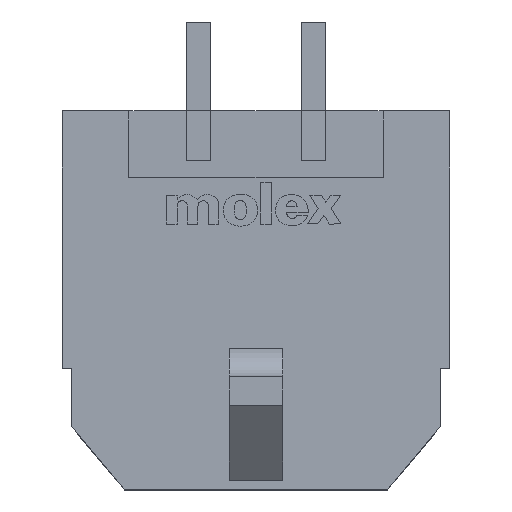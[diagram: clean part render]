
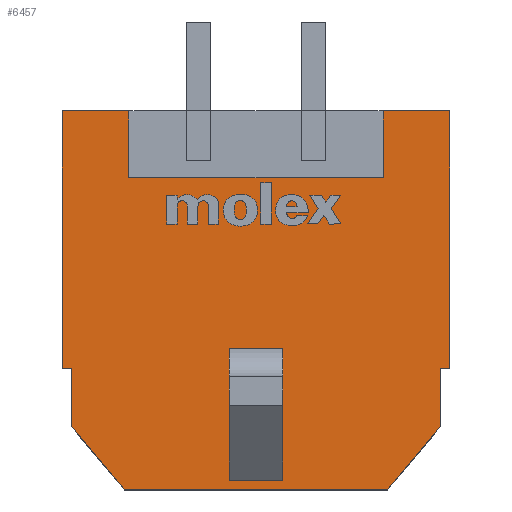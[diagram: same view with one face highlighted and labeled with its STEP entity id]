
A CAD part, top view. The second image highlights one B-rep face of the part: STEP entity #6457.
In plain terms, the highlighted face is planar.
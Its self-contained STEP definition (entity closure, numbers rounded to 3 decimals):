
#212=FACE_BOUND('',#694,.T.);
#327=FACE_OUTER_BOUND('',#693,.T.);
#693=EDGE_LOOP('',(#4675,#4676,#4677,#4678,#4679,#4680,#4681,#4682,#4683,
#4684,#4685,#4686,#4687,#4688));
#694=EDGE_LOOP('',(#4689,#4690,#4691,#4692));
#1019=LINE('',#8863,#1833);
#1030=LINE('',#8885,#1844);
#1057=LINE('',#8941,#1871);
#1069=LINE('',#8965,#1883);
#1165=LINE('',#9153,#1979);
#1276=LINE('',#9398,#2090);
#1284=LINE('',#9413,#2098);
#1294=LINE('',#9430,#2108);
#1297=LINE('',#9437,#2111);
#1298=LINE('',#9439,#2112);
#1299=LINE('',#9441,#2113);
#1300=LINE('',#9442,#2114);
#1301=LINE('',#9444,#2115);
#1302=LINE('',#9445,#2116);
#1303=LINE('',#9448,#2117);
#1304=LINE('',#9450,#2118);
#1305=LINE('',#9452,#2119);
#1306=LINE('',#9453,#2120);
#1833=VECTOR('',#7247,1.52);
#1844=VECTOR('',#7264,0.25);
#1871=VECTOR('',#7307,0.25);
#1883=VECTOR('',#7325,1.52);
#1979=VECTOR('',#7471,6.74);
#2090=VECTOR('',#7648,1.75);
#2098=VECTOR('',#7662,1.75);
#2108=VECTOR('',#7676,6.74);
#2111=VECTOR('',#7685,1.75);
#2112=VECTOR('',#7686,2.154);
#2113=VECTOR('',#7687,6.881);
#2114=VECTOR('',#7688,2.154);
#2115=VECTOR('',#7689,1.75);
#2116=VECTOR('',#7690,6.65);
#2117=VECTOR('',#7691,3.16);
#2118=VECTOR('',#7692,1.4);
#2119=VECTOR('',#7693,3.16);
#2120=VECTOR('',#7694,10.);
#2645=VERTEX_POINT('',#8860);
#2646=VERTEX_POINT('',#8862);
#2654=VERTEX_POINT('',#8884);
#2674=VERTEX_POINT('',#8938);
#2675=VERTEX_POINT('',#8940);
#2684=VERTEX_POINT('',#8964);
#2751=VERTEX_POINT('',#9152);
#2842=VERTEX_POINT('',#9395);
#2843=VERTEX_POINT('',#9397);
#2847=VERTEX_POINT('',#9412);
#2853=VERTEX_POINT('',#9436);
#2854=VERTEX_POINT('',#9438);
#2855=VERTEX_POINT('',#9440);
#2856=VERTEX_POINT('',#9443);
#2857=VERTEX_POINT('',#9446);
#2858=VERTEX_POINT('',#9447);
#2859=VERTEX_POINT('',#9449);
#2860=VERTEX_POINT('',#9451);
#3262=EDGE_CURVE('',#2646,#2645,#1019,.T.);
#3273=EDGE_CURVE('',#2654,#2646,#1030,.T.);
#3300=EDGE_CURVE('',#2675,#2674,#1057,.T.);
#3312=EDGE_CURVE('',#2675,#2684,#1069,.T.);
#3408=EDGE_CURVE('',#2751,#2654,#1165,.T.);
#3532=EDGE_CURVE('',#2843,#2842,#1276,.T.);
#3540=EDGE_CURVE('',#2847,#2751,#1284,.T.);
#3550=EDGE_CURVE('',#2674,#2843,#1294,.T.);
#3553=EDGE_CURVE('',#2847,#2853,#1297,.T.);
#3554=EDGE_CURVE('',#2854,#2645,#1298,.T.);
#3555=EDGE_CURVE('',#2854,#2855,#1299,.T.);
#3556=EDGE_CURVE('',#2684,#2855,#1300,.T.);
#3557=EDGE_CURVE('',#2842,#2856,#1301,.T.);
#3558=EDGE_CURVE('',#2853,#2856,#1302,.T.);
#3559=EDGE_CURVE('',#2857,#2858,#1303,.T.);
#3560=EDGE_CURVE('',#2858,#2859,#1304,.T.);
#3561=EDGE_CURVE('',#2860,#2859,#1305,.T.);
#3562=EDGE_CURVE('',#2857,#2860,#1306,.F.);
#4675=ORIENTED_EDGE('',*,*,#3553,.F.);
#4676=ORIENTED_EDGE('',*,*,#3540,.T.);
#4677=ORIENTED_EDGE('',*,*,#3408,.T.);
#4678=ORIENTED_EDGE('',*,*,#3273,.T.);
#4679=ORIENTED_EDGE('',*,*,#3262,.T.);
#4680=ORIENTED_EDGE('',*,*,#3554,.F.);
#4681=ORIENTED_EDGE('',*,*,#3555,.T.);
#4682=ORIENTED_EDGE('',*,*,#3556,.F.);
#4683=ORIENTED_EDGE('',*,*,#3312,.F.);
#4684=ORIENTED_EDGE('',*,*,#3300,.T.);
#4685=ORIENTED_EDGE('',*,*,#3550,.T.);
#4686=ORIENTED_EDGE('',*,*,#3532,.T.);
#4687=ORIENTED_EDGE('',*,*,#3557,.T.);
#4688=ORIENTED_EDGE('',*,*,#3558,.F.);
#4689=ORIENTED_EDGE('',*,*,#3559,.T.);
#4690=ORIENTED_EDGE('',*,*,#3560,.T.);
#4691=ORIENTED_EDGE('',*,*,#3561,.F.);
#4692=ORIENTED_EDGE('',*,*,#3562,.F.);
#6152=PLANE('',#6900);
#6457=ADVANCED_FACE('',(#327,#212),#6152,.T.);
#6900=AXIS2_PLACEMENT_3D('',#9435,#7683,#7684);
#7247=DIRECTION('',(0.,0.,1.));
#7264=DIRECTION('',(1.,0.,0.));
#7307=DIRECTION('',(1.,0.,0.));
#7325=DIRECTION('',(0.,0.,1.));
#7471=DIRECTION('',(0.,0.,1.));
#7648=DIRECTION('',(-1.,0.,0.));
#7662=DIRECTION('',(-1.,0.,0.));
#7676=DIRECTION('',(0.,0.,-1.));
#7683=DIRECTION('center_axis',(0.,1.,0.));
#7684=DIRECTION('ref_axis',(0.,0.,1.));
#7685=DIRECTION('',(0.,0.,1.));
#7686=DIRECTION('',(-0.643,0.,-0.766));
#7687=DIRECTION('',(1.,0.,0.));
#7688=DIRECTION('',(-0.643,0.,0.766));
#7689=DIRECTION('',(0.,0.,1.));
#7690=DIRECTION('',(1.,0.,0.));
#7691=DIRECTION('',(0.,0.,-1.));
#7692=DIRECTION('',(1.,0.,0.));
#7693=DIRECTION('',(0.,0.,-1.));
#7694=DIRECTION('',(-1.,0.,0.));
#8860=CARTESIAN_POINT('',(-4.825,3.68,3.305));
#8862=CARTESIAN_POINT('',(-4.825,3.68,1.785));
#8863=CARTESIAN_POINT('',(-4.825,3.68,1.785));
#8884=CARTESIAN_POINT('',(-5.075,3.68,1.785));
#8885=CARTESIAN_POINT('',(-5.075,3.68,1.785));
#8938=CARTESIAN_POINT('',(5.075,3.68,1.785));
#8940=CARTESIAN_POINT('',(4.825,3.68,1.785));
#8941=CARTESIAN_POINT('',(4.825,3.68,1.785));
#8964=CARTESIAN_POINT('',(4.825,3.68,3.305));
#8965=CARTESIAN_POINT('',(4.825,3.68,1.785));
#9152=CARTESIAN_POINT('',(-5.075,3.68,-4.955));
#9153=CARTESIAN_POINT('',(-5.075,3.68,-4.955));
#9395=CARTESIAN_POINT('',(3.325,3.68,-4.955));
#9397=CARTESIAN_POINT('',(5.075,3.68,-4.955));
#9398=CARTESIAN_POINT('',(5.075,3.68,-4.955));
#9412=CARTESIAN_POINT('',(-3.325,3.68,-4.955));
#9413=CARTESIAN_POINT('',(-3.325,3.68,-4.955));
#9430=CARTESIAN_POINT('',(5.075,3.68,1.785));
#9435=CARTESIAN_POINT('Origin',(-4.825,3.68,-4.955));
#9436=CARTESIAN_POINT('',(-3.325,3.68,-3.205));
#9437=CARTESIAN_POINT('',(-3.325,3.68,-4.955));
#9438=CARTESIAN_POINT('',(-3.44,3.68,4.955));
#9439=CARTESIAN_POINT('',(-3.44,3.68,4.955));
#9440=CARTESIAN_POINT('',(3.44,3.68,4.955));
#9441=CARTESIAN_POINT('',(-3.44,3.68,4.955));
#9442=CARTESIAN_POINT('',(4.825,3.68,3.305));
#9443=CARTESIAN_POINT('',(3.325,3.68,-3.205));
#9444=CARTESIAN_POINT('',(3.325,3.68,-4.955));
#9445=CARTESIAN_POINT('',(-3.325,3.68,-3.205));
#9446=CARTESIAN_POINT('',(-0.7,3.68,4.711));
#9447=CARTESIAN_POINT('',(-0.7,3.68,1.255));
#9448=CARTESIAN_POINT('',(-0.7,3.68,4.415));
#9449=CARTESIAN_POINT('',(0.7,3.68,1.255));
#9450=CARTESIAN_POINT('',(-0.7,3.68,1.255));
#9451=CARTESIAN_POINT('',(0.7,3.68,4.711));
#9452=CARTESIAN_POINT('',(0.7,3.68,4.415));
#9453=CARTESIAN_POINT('',(-2.763,3.68,4.711));
